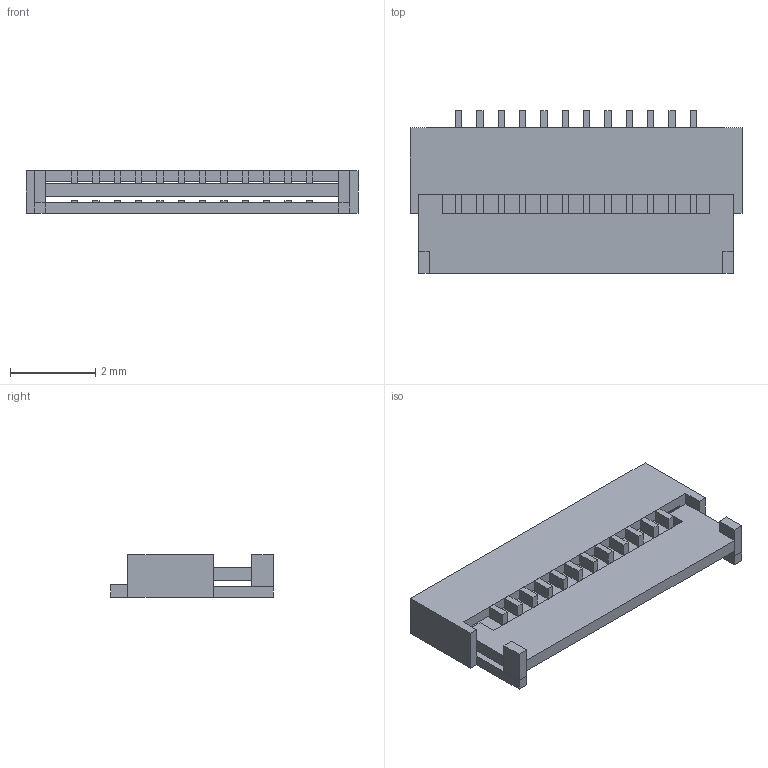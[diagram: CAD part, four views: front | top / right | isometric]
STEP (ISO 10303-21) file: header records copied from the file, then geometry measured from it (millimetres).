
FILE_DESCRIPTION(/* description */ (''),/* implementation_level */ '2;1');
FILE_NAME(/* name */ 'vik-connector-horizontal-mini.step',/* time_stamp */ '2024-02-26T12:34:30-08:00',/* author */ (''),/* organization */ (''),/* preprocessor_version */ 'ST-DEVELOPER v20',/* originating_system */ 'Autodesk Translation Framework v12.20.1.177',/* authorisation */ '');
FILE_SCHEMA (('AUTOMOTIVE_DESIGN { 1 0 10303 214 3 1 1 }'));
Length unit declared in the file: millimetre
Products named in the file (1): VIK horizontal mini - HDGC 0.5K-QX-12PWB
Bounding box: 7.77 x 3.8 x 1 mm (x, y, z)
Volume: 13.2 mm3; surface area: 123.2 mm2
Topology: 28 solids, 28 shells, 191 faces, 406 edges, 270 vertices
Faces by surface type: plane 191
Entity records: 5055 total; most frequent: CARTESIAN_POINT 868, ORIENTED_EDGE 812, DIRECTION 790, LINE 406, VECTOR 406, EDGE_CURVE 406, VERTEX_POINT 270, EDGE_LOOP 192
